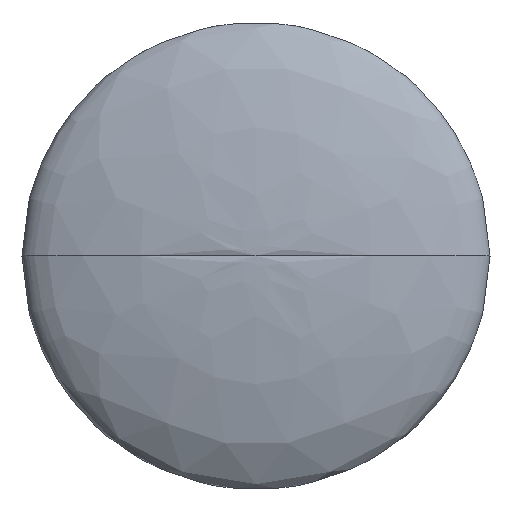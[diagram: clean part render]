
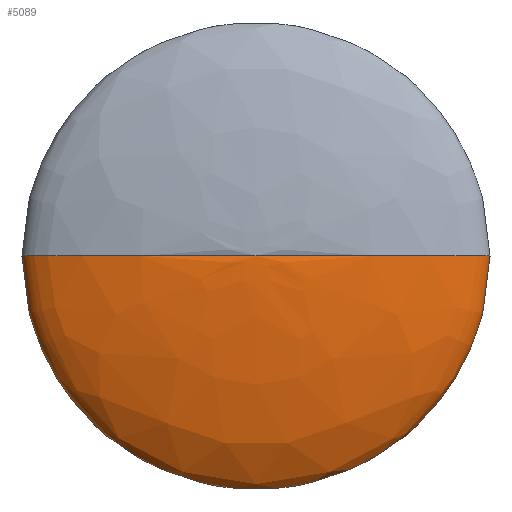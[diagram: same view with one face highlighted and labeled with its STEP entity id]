
A CAD part, top view. The second image highlights one B-rep face of the part: STEP entity #5089.
In plain terms, the highlighted free-form (B-spline) face has degree [3, 3] with [4, 4] control points.
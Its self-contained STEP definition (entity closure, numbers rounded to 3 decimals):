
#169 = ORIENTED_EDGE ( 'NONE', *, *, #7147, .F. ) ;
#1231 = CARTESIAN_POINT ( 'NONE',  ( -59.252, 0., 94.803 ) ) ;
#1654 =( BOUNDED_SURFACE ( )  B_SPLINE_SURFACE ( 3, 3, ( 
 ( #5044, #2829, #9306, #8255 ),
 ( #11342, #1920, #2064, #13711 ),
 ( #8398, #4140, #10554, #3100 ),
 ( #5252, #11610, #12663, #6295 ) ),
 .UNSPECIFIED., .F., .F., .F. ) 
 B_SPLINE_SURFACE_WITH_KNOTS ( ( 4, 4 ),
 ( 4, 4 ),
 ( 0., 1. ),
 ( 0., 1. ),
 .UNSPECIFIED. ) 
 GEOMETRIC_REPRESENTATION_ITEM ( )  RATIONAL_B_SPLINE_SURFACE ( (
 ( 1., 0.333, 0.333, 1.),
 ( 1., 0.333, 0.333, 1.),
 ( 1., 0.333, 0.333, 1.),
 ( 1., 0.333, 0.333, 1.) ) ) 
 REPRESENTATION_ITEM ( '' )  SURFACE ( )  );
#1798 = CARTESIAN_POINT ( 'NONE',  ( 59.252, 0., 94.803 ) ) ;
#1920 = CARTESIAN_POINT ( 'NONE',  ( 17.378, -34.756, 101.629 ) ) ;
#2064 = CARTESIAN_POINT ( 'NONE',  ( -17.378, -34.756, 101.629 ) ) ;
#2564 = CARTESIAN_POINT ( 'NONE',  ( 0., 0., 101. ) ) ;
#2639 = EDGE_CURVE ( 'NONE', #4692, #8790, #12268, .T. ) ;
#2829 = CARTESIAN_POINT ( 'NONE',  ( 0., 0., 101. ) ) ;
#3100 = CARTESIAN_POINT ( 'NONE',  ( -59.252, 0., 94.803 ) ) ;
#3595 = ORIENTED_EDGE ( 'NONE', *, *, #2639, .F. ) ;
#3732 = CARTESIAN_POINT ( 'NONE',  ( 30., 0., 85. ) ) ;
#4140 = CARTESIAN_POINT ( 'NONE',  ( 59.252, -118.504, 94.803 ) ) ;
#4639 = CARTESIAN_POINT ( 'NONE',  ( 30., 0., 85. ) ) ;
#4692 = VERTEX_POINT ( 'NONE', #3732 ) ;
#5044 = CARTESIAN_POINT ( 'NONE',  ( 0., 0., 101. ) ) ;
#5089 = ADVANCED_FACE ( 'NONE', ( #12401 ), #1654, .F. ) ;
#5252 = CARTESIAN_POINT ( 'NONE',  ( 30., 0., 85. ) ) ;
#5404 = B_SPLINE_CURVE_WITH_KNOTS ( 'NONE', 3,
 ( #10629, #10835, #1231, #11827 ),
 .UNSPECIFIED., .F., .F.,
 ( 4, 4 ),
 ( 0., 1. ),
 .UNSPECIFIED. ) ;
#5984 = DIRECTION ( 'NONE',  ( -1., 0., 0. ) ) ;
#6032 = CARTESIAN_POINT ( 'NONE',  ( 0., 0., 101. ) ) ;
#6295 = CARTESIAN_POINT ( 'NONE',  ( -30., 0., 85. ) ) ;
#6324 = EDGE_LOOP ( 'NONE', ( #169, #6591, #3595 ) ) ;
#6591 = ORIENTED_EDGE ( 'NONE', *, *, #7567, .T. ) ;
#7147 = EDGE_CURVE ( 'NONE', #12149, #4692, #12249, .T. ) ;
#7280 = CARTESIAN_POINT ( 'NONE',  ( -30., 0., 85. ) ) ;
#7567 = EDGE_CURVE ( 'NONE', #12149, #8790, #5404, .T. ) ;
#8255 = CARTESIAN_POINT ( 'NONE',  ( 0., 0., 101. ) ) ;
#8398 = CARTESIAN_POINT ( 'NONE',  ( 59.252, 0., 94.803 ) ) ;
#8790 = VERTEX_POINT ( 'NONE', #7280 ) ;
#8797 = DIRECTION ( 'NONE',  ( 0., 0., -1. ) ) ;
#9306 = CARTESIAN_POINT ( 'NONE',  ( 0., 0., 101. ) ) ;
#10554 = CARTESIAN_POINT ( 'NONE',  ( -59.252, -118.504, 94.803 ) ) ;
#10629 = CARTESIAN_POINT ( 'NONE',  ( 0., 0., 101. ) ) ;
#10835 = CARTESIAN_POINT ( 'NONE',  ( -17.378, 0., 101.629 ) ) ;
#10909 = AXIS2_PLACEMENT_3D ( 'NONE', #12348, #8797, #5984 ) ;
#11342 = CARTESIAN_POINT ( 'NONE',  ( 17.378, 0., 101.629 ) ) ;
#11353 = CARTESIAN_POINT ( 'NONE',  ( 17.378, 0., 101.629 ) ) ;
#11610 = CARTESIAN_POINT ( 'NONE',  ( 30., -60., 85. ) ) ;
#11827 = CARTESIAN_POINT ( 'NONE',  ( -30., 0., 85. ) ) ;
#12149 = VERTEX_POINT ( 'NONE', #6032 ) ;
#12249 = B_SPLINE_CURVE_WITH_KNOTS ( 'NONE', 3,
 ( #2564, #11353, #1798, #4639 ),
 .UNSPECIFIED., .F., .F.,
 ( 4, 4 ),
 ( 0., 1. ),
 .UNSPECIFIED. ) ;
#12268 = CIRCLE ( 'NONE', #10909, 30. ) ;
#12348 = CARTESIAN_POINT ( 'NONE',  ( 0., 0., 85. ) ) ;
#12401 = FACE_OUTER_BOUND ( 'NONE', #6324, .T. ) ;
#12663 = CARTESIAN_POINT ( 'NONE',  ( -30., -60., 85. ) ) ;
#13711 = CARTESIAN_POINT ( 'NONE',  ( -17.378, 0., 101.629 ) ) ;
